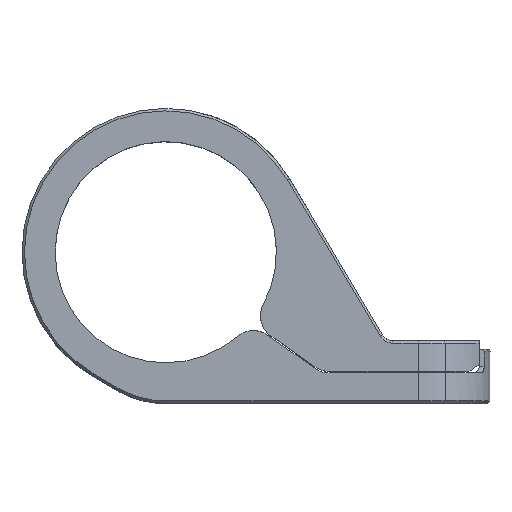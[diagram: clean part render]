
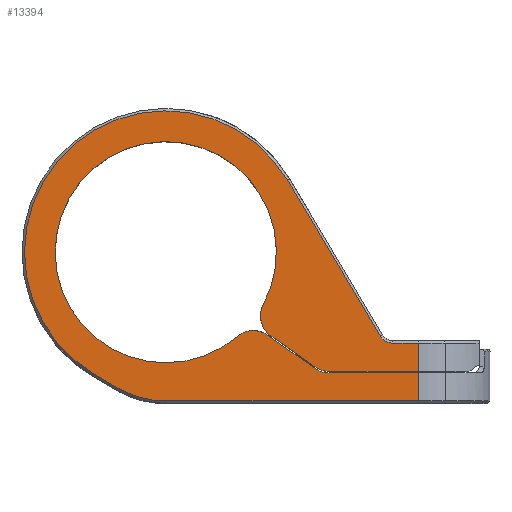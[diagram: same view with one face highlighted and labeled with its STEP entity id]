
A CAD part, top view. The second image highlights one B-rep face of the part: STEP entity #13394.
In plain terms, the highlighted planar face has unit normal (0, 0, 1).
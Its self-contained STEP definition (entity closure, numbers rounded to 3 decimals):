
#538=DIRECTION('',(1.,0.,0.));
#539=VECTOR('',#538,7.217);
#540=CARTESIAN_POINT('',(13.337,-9.7,6.35));
#541=LINE('',#540,#539);
#708=DIRECTION('',(-1.,0.,0.));
#709=VECTOR('',#708,20.554);
#710=CARTESIAN_POINT('',(20.554,-12.1,6.35));
#711=LINE('',#710,#709);
#712=CARTESIAN_POINT('',(0.,-4.3,6.35));
#713=DIRECTION('',(0.,0.,-1.));
#714=DIRECTION('',(0.,-1.,0.));
#715=AXIS2_PLACEMENT_3D('',#712,#713,#714);
#717=DIRECTION('',(-0.86,0.51,0.));
#718=VECTOR('',#717,2.191);
#719=CARTESIAN_POINT('',(-3.974,-11.012,6.35));
#720=LINE('',#719,#718);
#721=CARTESIAN_POINT('',(0.,0.,6.35));
#722=DIRECTION('',(0.,0.,-1.));
#723=DIRECTION('',(-0.51,-0.86,0.));
#724=AXIS2_PLACEMENT_3D('',#721,#722,#723);
#726=DIRECTION('',(0.511,-0.859,0.));
#727=VECTOR('',#726,14.773);
#728=CARTESIAN_POINT('',(9.882,5.881,6.35));
#729=LINE('',#728,#727);
#730=CARTESIAN_POINT('',(18.469,-6.2,6.35));
#731=DIRECTION('',(0.,0.,1.));
#732=DIRECTION('',(-0.859,-0.511,0.));
#733=AXIS2_PLACEMENT_3D('',#730,#731,#732);
#735=DIRECTION('',(1.,0.,0.));
#736=VECTOR('',#735,2.085);
#737=CARTESIAN_POINT('',(18.469,-7.4,6.35));
#738=LINE('',#737,#736);
#739=DIRECTION('',(0.,1.,0.));
#740=VECTOR('',#739,2.3);
#741=CARTESIAN_POINT('',(20.554,-9.7,6.35));
#742=LINE('',#741,#740);
#743=CARTESIAN_POINT('',(13.337,-7.6,6.35));
#744=DIRECTION('',(0.,0.,1.));
#745=DIRECTION('',(-0.574,-0.819,0.));
#746=AXIS2_PLACEMENT_3D('',#743,#744,#745);
#748=DIRECTION('',(0.819,-0.574,0.));
#749=VECTOR('',#748,4.364);
#750=CARTESIAN_POINT('',(8.558,-6.817,6.35));
#751=LINE('',#750,#749);
#752=CARTESIAN_POINT('',(9.705,-5.179,6.35));
#753=DIRECTION('',(0.,0.,1.));
#754=DIRECTION('',(-0.882,0.471,0.));
#755=AXIS2_PLACEMENT_3D('',#752,#753,#754);
#757=CARTESIAN_POINT('',(7.127,-8.379,6.35));
#758=DIRECTION('',(0.,0.,1.));
#759=DIRECTION('',(0.574,0.819,0.));
#760=AXIS2_PLACEMENT_3D('',#757,#758,#759);
#762=DIRECTION('',(-0.819,0.574,0.));
#763=VECTOR('',#762,4.861);
#764=CARTESIAN_POINT('',(12.256,-9.529,6.35));
#765=LINE('',#764,#763);
#766=DIRECTION('',(0.,1.,0.));
#767=VECTOR('',#766,2.3);
#768=CARTESIAN_POINT('',(20.554,-12.1,6.35));
#769=LINE('',#768,#767);
#931=DIRECTION('',(-1.,0.,0.));
#932=VECTOR('',#931,7.437);
#933=CARTESIAN_POINT('',(20.554,-9.8,6.35));
#934=LINE('',#933,#932);
#8981=CARTESIAN_POINT('',(13.116,-8.3,6.35));
#8982=DIRECTION('',(0.,0.,-1.));
#8983=DIRECTION('',(0.,-1.,0.));
#8984=AXIS2_PLACEMENT_3D('',#8981,#8982,#8983);
#9186=CARTESIAN_POINT('',(0.,0.,6.35));
#9187=DIRECTION('',(0.,0.,-1.));
#9188=DIRECTION('',(0.648,-0.762,0.));
#9189=AXIS2_PLACEMENT_3D('',#9186,#9187,#9188);
#9732=CARTESIAN_POINT('',(8.274,-6.741,6.35));
#9733=VERTEX_POINT('',#9732);
#9734=CARTESIAN_POINT('',(5.831,-6.855,6.35));
#9735=VERTEX_POINT('',#9734);
#9740=CARTESIAN_POINT('',(7.94,-4.237,6.35));
#9741=CARTESIAN_POINT('',(8.558,-6.817,6.35));
#9742=VERTEX_POINT('',#9740);
#9743=VERTEX_POINT('',#9741);
#9756=CARTESIAN_POINT('',(12.133,-9.32,6.35));
#9757=VERTEX_POINT('',#9756);
#9758=CARTESIAN_POINT('',(13.337,-9.7,6.35));
#9759=VERTEX_POINT('',#9758);
#9761=CARTESIAN_POINT('',(12.256,-9.529,6.35));
#9763=VERTEX_POINT('',#9761);
#9765=CARTESIAN_POINT('',(13.116,-9.8,6.35));
#9767=VERTEX_POINT('',#9765);
#11932=CARTESIAN_POINT('',(20.554,-9.7,6.35));
#11934=VERTEX_POINT('',#11932);
#11935=CARTESIAN_POINT('',(20.554,-9.8,6.35));
#11937=VERTEX_POINT('',#11935);
#11993=CARTESIAN_POINT('',(20.554,-12.1,6.35));
#11994=VERTEX_POINT('',#11993);
#11997=CARTESIAN_POINT('',(0.,-12.1,6.35));
#11998=VERTEX_POINT('',#11997);
#12001=CARTESIAN_POINT('',(-3.974,-11.012,6.35));
#12002=VERTEX_POINT('',#12001);
#12005=CARTESIAN_POINT('',(-5.859,-9.895,6.35));
#12006=VERTEX_POINT('',#12005);
#12009=CARTESIAN_POINT('',(9.882,5.881,6.35));
#12010=VERTEX_POINT('',#12009);
#12013=CARTESIAN_POINT('',(17.437,-6.814,6.35));
#12014=VERTEX_POINT('',#12013);
#12017=CARTESIAN_POINT('',(18.469,-7.4,6.35));
#12018=VERTEX_POINT('',#12017);
#12021=CARTESIAN_POINT('',(20.554,-7.4,6.35));
#12022=VERTEX_POINT('',#12021);
#13355=CARTESIAN_POINT('',(0.,0.,6.35));
#13356=DIRECTION('',(0.,0.,1.));
#13357=DIRECTION('',(1.,0.,0.));
#13358=AXIS2_PLACEMENT_3D('',#13355,#13356,#13357);
#13359=PLANE('',#13358);
#13361=ORIENTED_EDGE('',*,*,#13360,.T.);
#13363=ORIENTED_EDGE('',*,*,#13362,.T.);
#13365=ORIENTED_EDGE('',*,*,#13364,.T.);
#13367=ORIENTED_EDGE('',*,*,#13366,.T.);
#13369=ORIENTED_EDGE('',*,*,#13368,.T.);
#13370=ORIENTED_EDGE('',*,*,#12712,.T.);
#13371=ORIENTED_EDGE('',*,*,#12727,.T.);
#13372=ORIENTED_EDGE('',*,*,#13350,.F.);
#13373=ORIENTED_EDGE('',*,*,#13131,.F.);
#13375=ORIENTED_EDGE('',*,*,#13374,.F.);
#13377=ORIENTED_EDGE('',*,*,#13376,.F.);
#13379=ORIENTED_EDGE('',*,*,#13378,.F.);
#13381=ORIENTED_EDGE('',*,*,#13380,.F.);
#13383=ORIENTED_EDGE('',*,*,#13382,.F.);
#13385=ORIENTED_EDGE('',*,*,#13384,.F.);
#13387=ORIENTED_EDGE('',*,*,#13386,.F.);
#13389=ORIENTED_EDGE('',*,*,#13388,.F.);
#13391=ORIENTED_EDGE('',*,*,#13390,.F.);
#13392=EDGE_LOOP('',(#13361,#13363,#13365,#13367,#13369,#13370,#13371,#13372,
#13373,#13375,#13377,#13379,#13381,#13383,#13385,#13387,#13389,#13391));
#13393=FACE_OUTER_BOUND('',#13392,.F.);
#13394=ADVANCED_FACE('',(#13393),#13359,.T.);
#716=CIRCLE('',#715,7.8);
#725=CIRCLE('',#724,11.5);
#734=CIRCLE('',#733,1.2);
#747=CIRCLE('',#746,2.1);
#756=CIRCLE('',#755,2.);
#761=CIRCLE('',#760,2.);
#8985=CIRCLE('',#8984,1.5);
#9190=CIRCLE('',#9189,9.);
#12712=EDGE_CURVE('',#12014,#12018,#734,.T.);
#12727=EDGE_CURVE('',#12018,#12022,#738,.T.);
#13131=EDGE_CURVE('',#9759,#11934,#541,.T.);
#13350=EDGE_CURVE('',#11934,#12022,#742,.T.);
#13360=EDGE_CURVE('',#11994,#11998,#711,.T.);
#13362=EDGE_CURVE('',#11998,#12002,#716,.T.);
#13364=EDGE_CURVE('',#12002,#12006,#720,.T.);
#13366=EDGE_CURVE('',#12006,#12010,#725,.T.);
#13368=EDGE_CURVE('',#12010,#12014,#729,.T.);
#13374=EDGE_CURVE('',#9757,#9759,#747,.T.);
#13376=EDGE_CURVE('',#9743,#9757,#751,.T.);
#13378=EDGE_CURVE('',#9742,#9743,#756,.T.);
#13380=EDGE_CURVE('',#9735,#9742,#9190,.T.);
#13382=EDGE_CURVE('',#9733,#9735,#761,.T.);
#13384=EDGE_CURVE('',#9763,#9733,#765,.T.);
#13386=EDGE_CURVE('',#9767,#9763,#8985,.T.);
#13388=EDGE_CURVE('',#11937,#9767,#934,.T.);
#13390=EDGE_CURVE('',#11994,#11937,#769,.T.);
